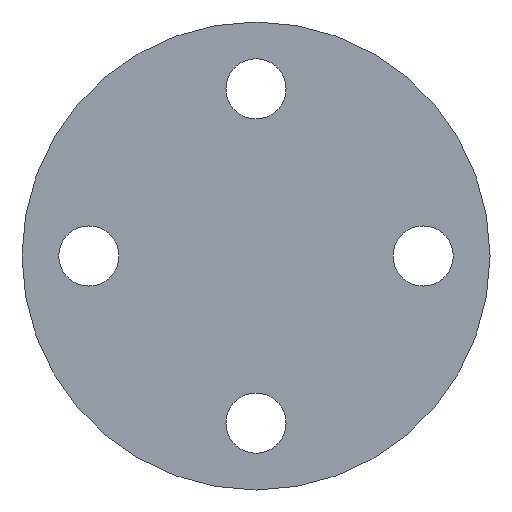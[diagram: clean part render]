
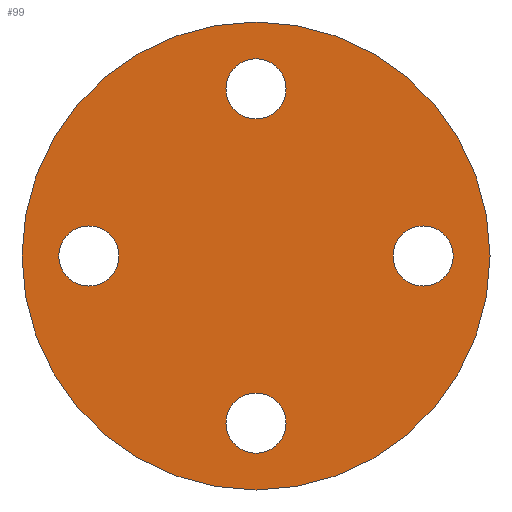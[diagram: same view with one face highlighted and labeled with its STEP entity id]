
A CAD part, left-side view. The second image highlights one B-rep face of the part: STEP entity #99.
In plain terms, the highlighted planar face has unit normal (-1, 0, 0).
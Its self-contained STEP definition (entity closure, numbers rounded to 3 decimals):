
#99 = ADVANCED_FACE( '', ( #242, #243, #244, #245, #246 ), #247, .F. );
#101 = VERTEX_POINT( '', #249 );
#105 = VERTEX_POINT( '', #254 );
#119 = VERTEX_POINT( '', #270 );
#127 = VERTEX_POINT( '', #279 );
#133 = VERTEX_POINT( '', #286 );
#135 = EDGE_CURVE( '', #105, #169, #288, .T. );
#139 = EDGE_CURVE( '', #101, #193, #292, .T. );
#141 = VERTEX_POINT( '', #294 );
#143 = EDGE_CURVE( '', #127, #133, #296, .T. );
#149 = EDGE_CURVE( '', #165, #141, #302, .T. );
#161 = EDGE_CURVE( '', #119, #179, #314, .T. );
#165 = VERTEX_POINT( '', #319 );
#169 = VERTEX_POINT( '', #323 );
#171 = EDGE_CURVE( '', #193, #101, #325, .T. );
#175 = EDGE_CURVE( '', #133, #127, #329, .T. );
#177 = EDGE_CURVE( '', #141, #165, #331, .T. );
#179 = VERTEX_POINT( '', #333 );
#193 = VERTEX_POINT( '', #355 );
#197 = EDGE_CURVE( '', #169, #105, #359, .T. );
#203 = EDGE_CURVE( '', #179, #119, #365, .T. );
#242 = FACE_BOUND( '', #397, .T. );
#243 = FACE_BOUND( '', #398, .T. );
#244 = FACE_BOUND( '', #399, .T. );
#245 = FACE_BOUND( '', #400, .T. );
#246 = FACE_OUTER_BOUND( '', #401, .T. );
#247 = PLANE( '', #402 );
#249 = CARTESIAN_POINT( '', ( 0., -59., 0. ) );
#254 = CARTESIAN_POINT( '', ( 0., 0., -70. ) );
#270 = CARTESIAN_POINT( '', ( 0., 41., 0. ) );
#279 = CARTESIAN_POINT( '', ( 0., 9., 50. ) );
#286 = CARTESIAN_POINT( '', ( 0., -9., 50. ) );
#288 = CIRCLE( '', #455, 70. );
#292 = CIRCLE( '', #462, 9. );
#294 = CARTESIAN_POINT( '', ( 0., 9., -50. ) );
#296 = CIRCLE( '', #467, 9. );
#302 = CIRCLE( '', #476, 9. );
#314 = CIRCLE( '', #495, 9. );
#319 = CARTESIAN_POINT( '', ( 0., -9., -50. ) );
#323 = CARTESIAN_POINT( '', ( 0., 0., 70. ) );
#325 = CIRCLE( '', #509, 9. );
#329 = CIRCLE( '', #514, 9. );
#331 = CIRCLE( '', #517, 9. );
#333 = CARTESIAN_POINT( '', ( 0., 59., 0. ) );
#355 = CARTESIAN_POINT( '', ( 0., -41., 0. ) );
#359 = CIRCLE( '', #547, 70. );
#365 = CIRCLE( '', #554, 9. );
#397 = EDGE_LOOP( '', ( #583, #584 ) );
#398 = EDGE_LOOP( '', ( #585, #586 ) );
#399 = EDGE_LOOP( '', ( #587, #588 ) );
#400 = EDGE_LOOP( '', ( #589, #590 ) );
#401 = EDGE_LOOP( '', ( #591, #592 ) );
#402 = AXIS2_PLACEMENT_3D( '', #593, #594, #595 );
#455 = AXIS2_PLACEMENT_3D( '', #644, #645, #646 );
#462 = AXIS2_PLACEMENT_3D( '', #648, #649, #650 );
#467 = AXIS2_PLACEMENT_3D( '', #651, #652, #653 );
#476 = AXIS2_PLACEMENT_3D( '', #660, #661, #662 );
#495 = AXIS2_PLACEMENT_3D( '', #671, #672, #673 );
#509 = AXIS2_PLACEMENT_3D( '', #683, #684, #685 );
#514 = AXIS2_PLACEMENT_3D( '', #686, #687, #688 );
#517 = AXIS2_PLACEMENT_3D( '', #689, #690, #691 );
#547 = AXIS2_PLACEMENT_3D( '', #733, #734, #735 );
#554 = AXIS2_PLACEMENT_3D( '', #736, #737, #738 );
#583 = ORIENTED_EDGE( '', *, *, #143, .T. );
#584 = ORIENTED_EDGE( '', *, *, #175, .T. );
#585 = ORIENTED_EDGE( '', *, *, #171, .T. );
#586 = ORIENTED_EDGE( '', *, *, #139, .T. );
#587 = ORIENTED_EDGE( '', *, *, #177, .T. );
#588 = ORIENTED_EDGE( '', *, *, #149, .T. );
#589 = ORIENTED_EDGE( '', *, *, #203, .T. );
#590 = ORIENTED_EDGE( '', *, *, #161, .T. );
#591 = ORIENTED_EDGE( '', *, *, #135, .F. );
#592 = ORIENTED_EDGE( '', *, *, #197, .F. );
#593 = CARTESIAN_POINT( '', ( 0., 0., 0. ) );
#594 = DIRECTION( '', ( 1., 0., 0. ) );
#595 = DIRECTION( '', ( 0., 0., -1. ) );
#644 = CARTESIAN_POINT( '', ( 0., 0., 0. ) );
#645 = DIRECTION( '', ( 1., 0., 0. ) );
#646 = DIRECTION( '', ( 0., 0., -1. ) );
#648 = CARTESIAN_POINT( '', ( 0., -50., 0. ) );
#649 = DIRECTION( '', ( 1., 0., 0. ) );
#650 = DIRECTION( '', ( 0., 1., 0. ) );
#651 = CARTESIAN_POINT( '', ( 0., 0., 50. ) );
#652 = DIRECTION( '', ( 1., 0., 0. ) );
#653 = DIRECTION( '', ( 0., 1., 0. ) );
#660 = CARTESIAN_POINT( '', ( 0., 0., -50. ) );
#661 = DIRECTION( '', ( 1., 0., 0. ) );
#662 = DIRECTION( '', ( 0., 1., 0. ) );
#671 = CARTESIAN_POINT( '', ( 0., 50., 0. ) );
#672 = DIRECTION( '', ( 1., 0., 0. ) );
#673 = DIRECTION( '', ( 0., 1., 0. ) );
#683 = CARTESIAN_POINT( '', ( 0., -50., 0. ) );
#684 = DIRECTION( '', ( 1., 0., 0. ) );
#685 = DIRECTION( '', ( 0., 1., 0. ) );
#686 = CARTESIAN_POINT( '', ( 0., 0., 50. ) );
#687 = DIRECTION( '', ( 1., 0., 0. ) );
#688 = DIRECTION( '', ( 0., 1., 0. ) );
#689 = CARTESIAN_POINT( '', ( 0., 0., -50. ) );
#690 = DIRECTION( '', ( 1., 0., 0. ) );
#691 = DIRECTION( '', ( 0., 1., 0. ) );
#733 = CARTESIAN_POINT( '', ( 0., 0., 0. ) );
#734 = DIRECTION( '', ( 1., 0., 0. ) );
#735 = DIRECTION( '', ( 0., 0., -1. ) );
#736 = CARTESIAN_POINT( '', ( 0., 50., 0. ) );
#737 = DIRECTION( '', ( 1., 0., 0. ) );
#738 = DIRECTION( '', ( 0., 1., 0. ) );
